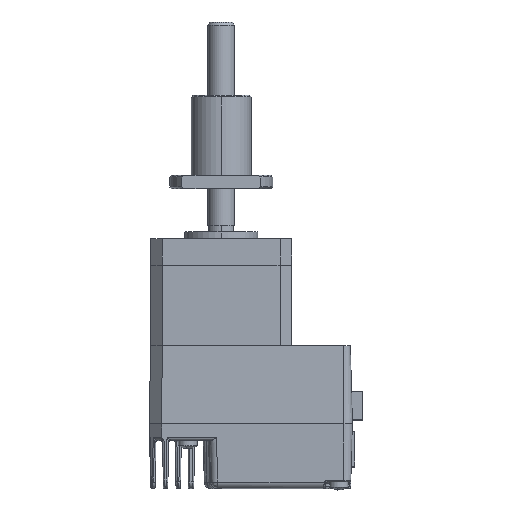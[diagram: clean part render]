
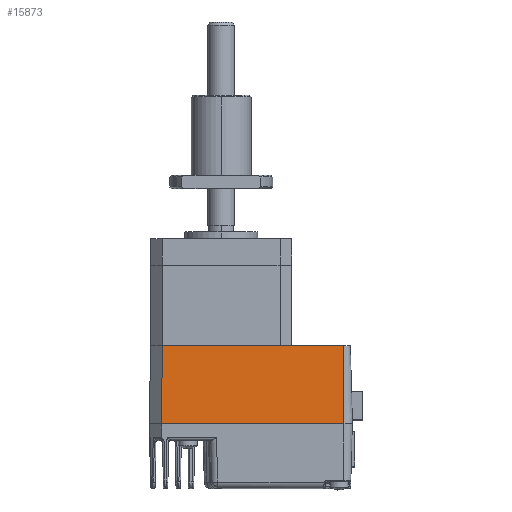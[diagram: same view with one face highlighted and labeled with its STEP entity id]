
A CAD part, top view. The second image highlights one B-rep face of the part: STEP entity #15873.
In plain terms, the highlighted planar face has unit normal (0, 0.026, 1).
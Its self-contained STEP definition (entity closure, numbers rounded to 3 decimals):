
#259 = VERTEX_POINT ( 'NONE', #14182 ) ;
#710 = EDGE_LOOP ( 'NONE', ( #6470, #3843, #7337, #9810 ) ) ;
#826 = DIRECTION ( 'NONE',  ( -0.011, -1., 0.026 ) ) ;
#1030 = PLANE ( 'NONE',  #5118 ) ;
#3843 = ORIENTED_EDGE ( 'NONE', *, *, #18590, .T. ) ;
#4186 = VECTOR ( 'NONE', #826, 1000. ) ;
#4429 = CARTESIAN_POINT ( 'NONE',  ( -14.081, -50.908, 75.65 ) ) ;
#4444 = VECTOR ( 'NONE', #17832, 1000. ) ;
#4596 = LINE ( 'NONE', #4429, #17038 ) ;
#4669 = FACE_OUTER_BOUND ( 'NONE', #710, .T. ) ;
#5009 = DIRECTION ( 'NONE',  ( 0., 1., -0.026 ) ) ;
#5118 = AXIS2_PLACEMENT_3D ( 'NONE', #16871, #18513, #13956 ) ;
#5973 = VERTEX_POINT ( 'NONE', #8866 ) ;
#6470 = ORIENTED_EDGE ( 'NONE', *, *, #10727, .T. ) ;
#6751 = VECTOR ( 'NONE', #5009, 1000. ) ;
#7304 = CARTESIAN_POINT ( 'NONE',  ( -14.081, -74.408, 76.265 ) ) ;
#7337 = ORIENTED_EDGE ( 'NONE', *, *, #16571, .T. ) ;
#7555 = CARTESIAN_POINT ( 'NONE',  ( 40.319, -50.908, 75.65 ) ) ;
#8866 = CARTESIAN_POINT ( 'NONE',  ( 40.319, -50.908, 75.65 ) ) ;
#9528 = CARTESIAN_POINT ( 'NONE',  ( -14.081, -50.908, 75.65 ) ) ;
#9810 = ORIENTED_EDGE ( 'NONE', *, *, #15205, .T. ) ;
#9882 = CARTESIAN_POINT ( 'NONE',  ( 40.319, -74.408, 76.265 ) ) ;
#10727 = EDGE_CURVE ( 'NONE', #5973, #259, #4596, .T. ) ;
#12650 = CARTESIAN_POINT ( 'NONE',  ( -14.336, -74.408, 76.265 ) ) ;
#12962 = DIRECTION ( 'NONE',  ( -1., 0., 0. ) ) ;
#13599 = VERTEX_POINT ( 'NONE', #12650 ) ;
#13721 = LINE ( 'NONE', #9528, #4186 ) ;
#13956 = DIRECTION ( 'NONE',  ( 0., -1., 0.026 ) ) ;
#14182 = CARTESIAN_POINT ( 'NONE',  ( -14.081, -50.908, 75.65 ) ) ;
#15205 = EDGE_CURVE ( 'NONE', #17156, #5973, #17819, .T. ) ;
#15873 = ADVANCED_FACE ( 'NONE', ( #4669 ), #1030, .T. ) ;
#16571 = EDGE_CURVE ( 'NONE', #13599, #17156, #18218, .T. ) ;
#16871 = CARTESIAN_POINT ( 'NONE',  ( -14.081, -50.908, 75.65 ) ) ;
#17038 = VECTOR ( 'NONE', #12962, 1000. ) ;
#17156 = VERTEX_POINT ( 'NONE', #9882 ) ;
#17819 = LINE ( 'NONE', #7555, #6751 ) ;
#17832 = DIRECTION ( 'NONE',  ( 1., 0., 0. ) ) ;
#18218 = LINE ( 'NONE', #7304, #4444 ) ;
#18513 = DIRECTION ( 'NONE',  ( 0., 0.026, 1. ) ) ;
#18590 = EDGE_CURVE ( 'NONE', #259, #13599, #13721, .T. ) ;
